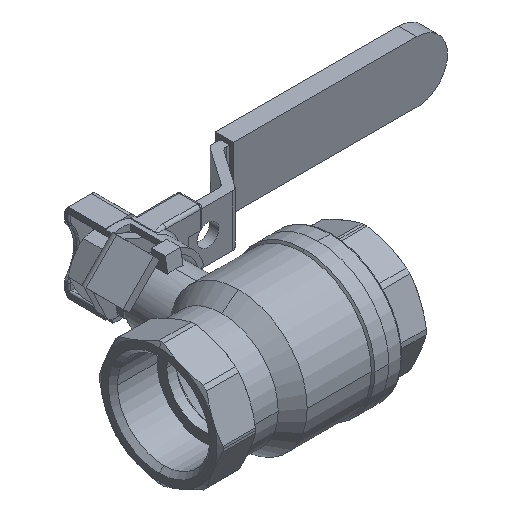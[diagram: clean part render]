
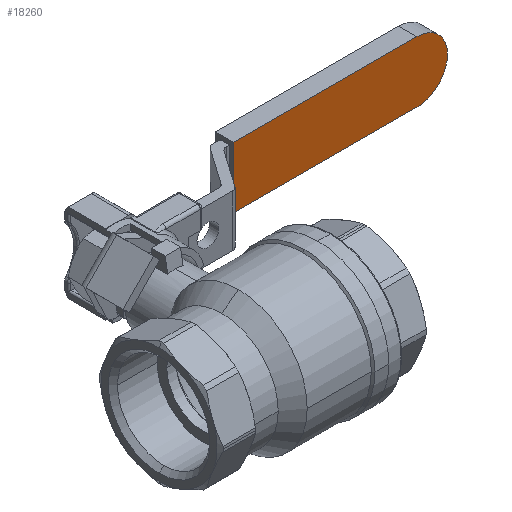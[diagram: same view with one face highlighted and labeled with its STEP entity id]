
A CAD part, isometric view. The second image highlights one B-rep face of the part: STEP entity #18260.
In plain terms, the highlighted face is planar.
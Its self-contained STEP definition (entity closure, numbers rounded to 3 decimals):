
#15710=CARTESIAN_POINT('',(0.,20.,0.));
#15720=DIRECTION('',(0.,-1.,0.));
#15730=VECTOR('',#15720,1000.);
#15740=LINE('',#15710,#15730);
#15750=CARTESIAN_POINT('',(0.,20.,0.));
#15760=VERTEX_POINT('',#15750);
#15770=CARTESIAN_POINT('',(0.,0.,0.));
#15780=VERTEX_POINT('',#15770);
#15790=EDGE_CURVE('',#15760,#15780,#15740,.T.);
#16560=CARTESIAN_POINT('',(60.,0.,0.));
#16570=VERTEX_POINT('',#16560);
#16750=CARTESIAN_POINT('',(70.,10.,0.));
#16760=VERTEX_POINT('',#16750);
#16790=CARTESIAN_POINT('',(60.,10.,0.));
#16800=DIRECTION('',(0.,0.,-1.));
#16810=DIRECTION('',(-1.,0.,0.));
#16820=AXIS2_PLACEMENT_3D('',#16790,#16800,#16810);
#16830=CIRCLE('',#16820,10.);
#16840=EDGE_CURVE('',#16760,#16570,#16830,.T.);
#17760=CARTESIAN_POINT('',(0.,20.,0.));
#17770=DIRECTION('',(1.,0.,0.));
#17780=VECTOR('',#17770,1000.);
#17790=LINE('',#17760,#17780);
#17800=CARTESIAN_POINT('',(60.,20.,0.));
#17810=VERTEX_POINT('',#17800);
#17820=EDGE_CURVE('',#15760,#17810,#17790,.T.);
#18080=CARTESIAN_POINT('',(0.,20.,0.));
#18090=DIRECTION('',(0.,0.,-1.));
#18100=DIRECTION('',(-1.,0.,0.));
#18110=AXIS2_PLACEMENT_3D('',#18080,#18090,#18100);
#18120=PLANE('',#18110);
#18130=EDGE_CURVE('',#17810,#16760,#16830,.T.);
#18140=ORIENTED_EDGE('',*,*,#18130,.T.);
#18150=ORIENTED_EDGE('',*,*,#17820,.T.);
#18160=ORIENTED_EDGE('',*,*,#15790,.F.);
#18170=CARTESIAN_POINT('',(0.,0.,0.));
#18180=DIRECTION('',(1.,0.,0.));
#18190=VECTOR('',#18180,1000.);
#18200=LINE('',#18170,#18190);
#18210=EDGE_CURVE('',#15780,#16570,#18200,.T.);
#18220=ORIENTED_EDGE('',*,*,#18210,.F.);
#18230=ORIENTED_EDGE('',*,*,#16840,.T.);
#18240=EDGE_LOOP('',(#18230,#18220,#18160,#18150,#18140));
#18250=FACE_OUTER_BOUND('',#18240,.T.);
#18260=ADVANCED_FACE('',(#18250),#18120,.T.);
